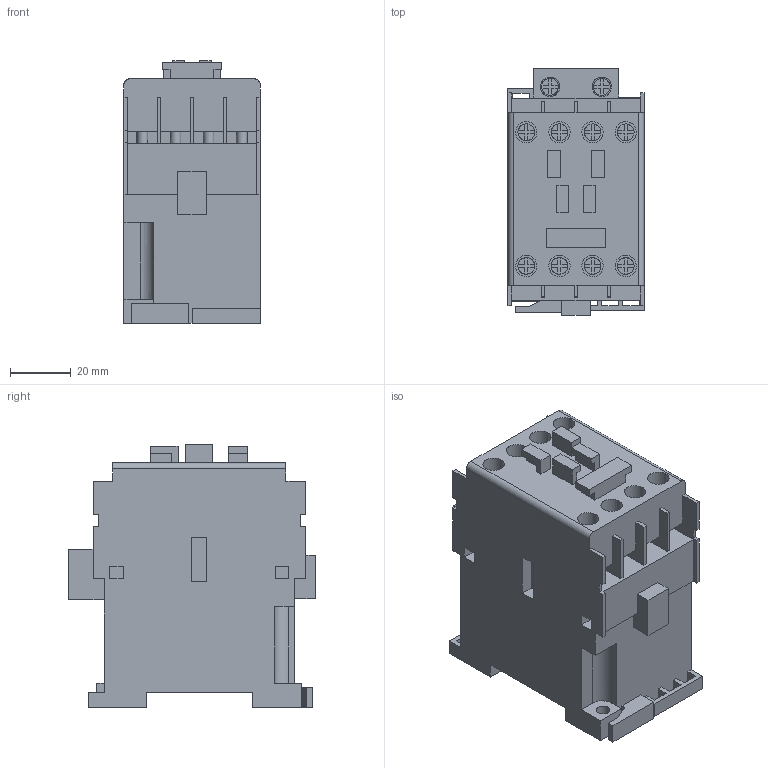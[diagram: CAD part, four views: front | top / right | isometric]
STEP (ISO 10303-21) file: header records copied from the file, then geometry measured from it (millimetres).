
FILE_DESCRIPTION((''),'2;1');
FILE_NAME('100-C_BG_0.stp', '2011-05-10T14:02:39',('User'),('SDRC'),'I-DEAS Master Series','UNIX','Yes');
FILE_SCHEMA(('AUTOMOTIVE_DESIGN { 1 0 10303 214 1 1 1 1 }'));
Length unit declared in the file: millimetre
Products named in the file (1): 100-C BG 0
Bounding box: 44.8 x 81.2 x 86.5 mm (x, y, z)
Volume: 214792.8 mm3; surface area: 34042.5 mm2
Topology: 1 solids, 1 shells, 396 faces, 1144 edges, 820 vertices
Faces by surface type: bspline 396
Entity records: 12903 total; most frequent: CARTESIAN_POINT 5313, ORIENTED_EDGE 2198, EDGE_CURVE 1099, OVER_RIDING_STYLED_ITEM 798, VERTEX_POINT 732, B_SPLINE_CURVE_WITH_KNOTS 497, QUASI_UNIFORM_CURVE 493, EDGE_LOOP 459
